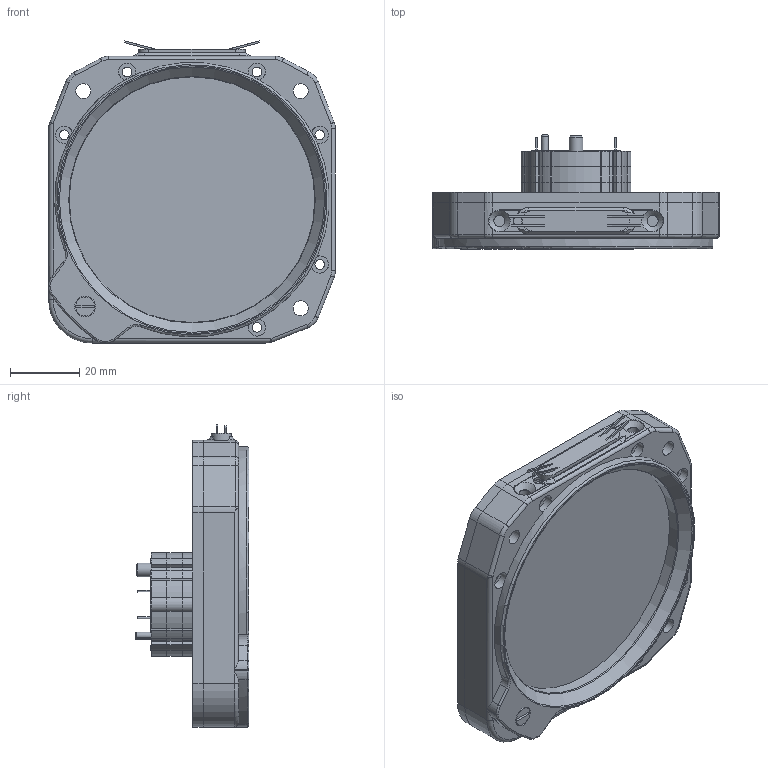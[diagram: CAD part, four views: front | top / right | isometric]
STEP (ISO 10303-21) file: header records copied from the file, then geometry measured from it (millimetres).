
FILE_DESCRIPTION(/* description */ (''),/* implementation_level */ '2;1');
FILE_NAME(/* name */ 'Vertical Speed Indicator v28.step',/* time_stamp */ '2023-03-21T16:36:39-06:00',/* author */ (''),/* organization */ (''),/* preprocessor_version */ 'ST-DEVELOPER v19.2',/* originating_system */ 'Autodesk Translation Framework v11.17.0.187',/* authorisation */ '');
FILE_SCHEMA (('AUTOMOTIVE_DESIGN { 1 0 10303 214 3 1 1 }'));
Length unit declared in the file: millimetre
Products named in the file (12): Vertical Speed Indicator; Back Plate Stepper Hold; Bezel VSI & ALT MS33549B v23; Glass; Seal; TOP LEDS; LED D5 - White-Clear v1; LED D5 - White-Clear v1(Mirror); TOP Bezel LED Holder; Needle; Hardware, Electronics; X27.168 Stepper
Assembly tree (11 placements, depth 4):
  Vertical Speed Indicator
    Back Plate Stepper Hold
    Bezel VSI & ALT MS33549B v23
      Glass
      Seal
      TOP LEDS
        LED D5 - White-Clear v1
        LED D5 - White-Clear v1(Mirror)
      TOP Bezel LED Holder
    Needle
    Hardware, Electronics
      X27.168 Stepper
Bounding box: 82.93 x 32.95 x 87.37 mm (x, y, z)
Volume: 65763.7 mm3; surface area: 48522.9 mm2
Topology: 18 solids, 20 shells, 827 faces, 2197 edges, 1423 vertices
Faces by surface type: cylinder 399, plane 356, torus 35, cone 27, bspline 6, sphere 4
Full cylindrical faces by diameter (mm): 0.01 x12, 0.5 x8, 1 x9, 1.5 x5, 1.8 x4, 1.842 x2, 1.865 x2, 2 x1, 2.209 x1, 2.5 x1, 2.6 x2, 2.8 x12, 3 x8, 3.2 x4, 3.5 x2, 3.563 x2, 4 x1, 4.318 x6, 5 x6, 6 x1, 71.051 x1, 73.3 x1
Entity records: 27901 total; most frequent: CARTESIAN_POINT 5912, DIRECTION 4758, ORIENTED_EDGE 4382, EDGE_CURVE 2191, AXIS2_PLACEMENT_3D 1807, VERTEX_POINT 1423, LINE 1144, VECTOR 1144
